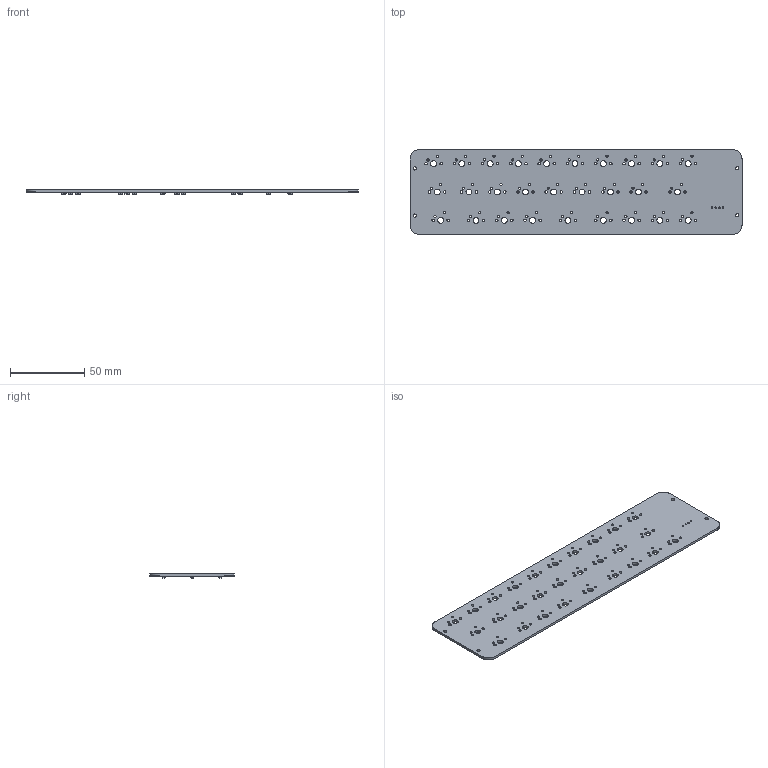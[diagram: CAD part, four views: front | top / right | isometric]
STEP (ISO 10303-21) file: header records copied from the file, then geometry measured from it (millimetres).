
FILE_DESCRIPTION(('KiCad electronic assembly'),'2;1');
FILE_NAME('qaz.step','2023-08-31T10:34:20',('Pcbnew'),('Kicad'), 'Open CASCADE STEP processor 7.6','KiCad to STEP converter','Unknown' );
FILE_SCHEMA(('AUTOMOTIVE_DESIGN { 1 0 10303 214 1 1 1 1 }'));
Length unit declared in the file: millimetre
Products named in the file (4): qaz 1; SOT-23; SOLID; qaz PCB
Assembly tree (17 placements, depth 3):
  qaz 1
    SOT-23  x15
      SOLID
    qaz PCB
Bounding box: 223.6 x 57.15 x 2.85 mm (x, y, z)
Volume: 19502.7 mm3; surface area: 27000 mm2
Topology: 16 solids, 16 shells, 1374 faces, 3396 edges, 2054 vertices
Faces by surface type: plane 641, bspline 405, cylinder 328
Full cylindrical faces by diameter (mm): 1 x4, 1.5 x56, 1.7 x56, 2.2 x4, 4 x28
Entity records: 23701 total; most frequent: CARTESIAN_POINT 5608, DIRECTION 3158, LINE 1904, VECTOR 1904, ORIENTED_EDGE 1752, PCURVE 1752, DEFINITIONAL_REPRESENTATION 1752, EDGE_CURVE 876
